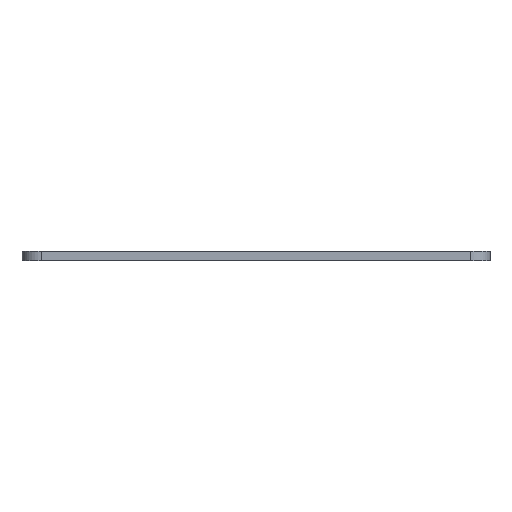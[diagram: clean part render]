
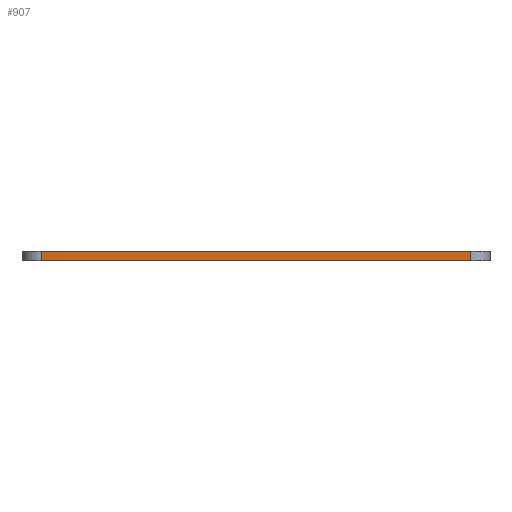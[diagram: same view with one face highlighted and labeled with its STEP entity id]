
A CAD part, front view. The second image highlights one B-rep face of the part: STEP entity #907.
In plain terms, the highlighted planar face has unit normal (0, -1, 0).
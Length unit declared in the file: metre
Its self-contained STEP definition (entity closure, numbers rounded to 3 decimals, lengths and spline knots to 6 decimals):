
#33=PLANE('',#1014);
#101=LINE('',#1508,#181);
#104=LINE('',#1529,#184);
#112=LINE('',#1546,#192);
#113=LINE('',#1547,#193);
#181=VECTOR('',#1236,1.);
#184=VECTOR('',#1255,1.);
#192=VECTOR('',#1275,1.);
#193=VECTOR('',#1276,1.);
#422=ORIENTED_EDGE('',*,*,#556,.F.);
#423=ORIENTED_EDGE('',*,*,#576,.T.);
#424=ORIENTED_EDGE('',*,*,#566,.T.);
#425=ORIENTED_EDGE('',*,*,#577,.T.);
#556=EDGE_CURVE('',#652,#653,#101,.T.);
#566=EDGE_CURVE('',#663,#662,#104,.T.);
#576=EDGE_CURVE('',#652,#663,#112,.T.);
#577=EDGE_CURVE('',#662,#653,#113,.F.);
#652=VERTEX_POINT('',#1507);
#653=VERTEX_POINT('',#1509);
#662=VERTEX_POINT('',#1528);
#663=VERTEX_POINT('',#1530);
#767=EDGE_LOOP('',(#422,#423,#424,#425));
#833=FACE_BOUND('',#767,.T.);
#907=ADVANCED_FACE('',(#833),#33,.F.);
#1014=AXIS2_PLACEMENT_3D('',#1545,#1273,#1274);
#1236=DIRECTION('',(1.,0.,0.));
#1255=DIRECTION('',(1.,0.,0.));
#1273=DIRECTION('',(0.,1.,0.));
#1274=DIRECTION('',(0.,0.,1.));
#1275=DIRECTION('',(0.,0.,-1.));
#1276=DIRECTION('',(0.,0.,-1.));
#1507=CARTESIAN_POINT('',(-0.03345,-0.03695,0.0019));
#1508=CARTESIAN_POINT('',(-0.0112,-0.03695,0.0019));
#1509=CARTESIAN_POINT('',(0.01105,-0.03695,0.0019));
#1528=CARTESIAN_POINT('',(0.01105,-0.03695,0.0009));
#1529=CARTESIAN_POINT('',(-0.0112,-0.03695,0.0009));
#1530=CARTESIAN_POINT('',(-0.03345,-0.03695,0.0009));
#1545=CARTESIAN_POINT('',(-0.0112,-0.03695,0.0019));
#1546=CARTESIAN_POINT('',(-0.03345,-0.03695,0.0009));
#1547=CARTESIAN_POINT('',(0.01105,-0.03695,0.0019));
